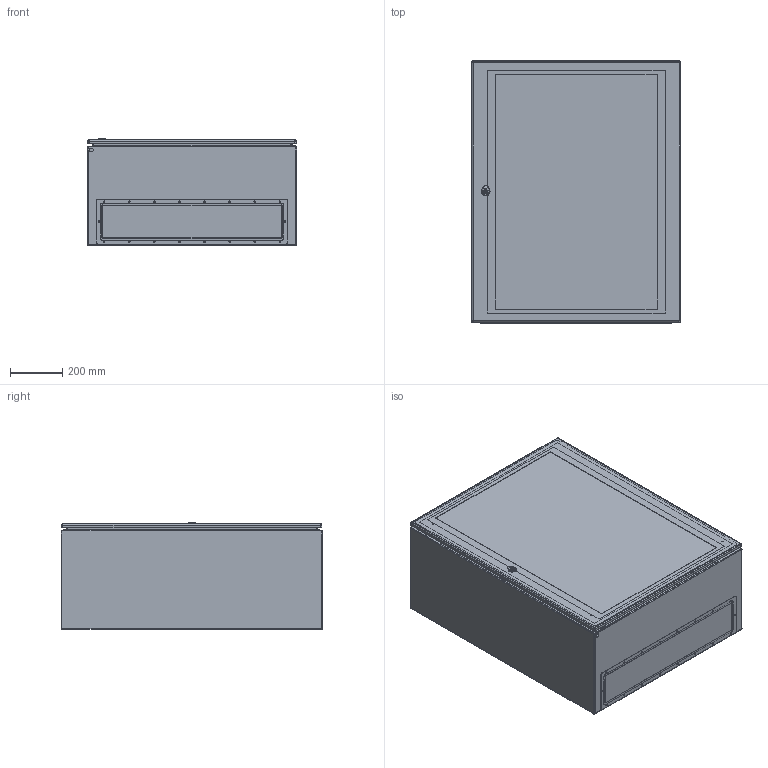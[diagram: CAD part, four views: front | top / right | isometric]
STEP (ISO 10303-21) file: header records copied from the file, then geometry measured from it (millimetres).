
FILE_DESCRIPTION(/* description */ (''),/* implementation_level */ '2;1');
FILE_NAME(/* name */ 'GNT1008040',/* time_stamp */ '2025-04-29T13:26:57+02:00',/* author */ (''),/* organization */ (''),/* preprocessor_version */ 'ST-DEVELOPER v19.4',/* originating_system */ 'SIEMENS PLM Software NX2212.8101',/* authorisation */ '');
FILE_SCHEMA (('AP203_CONFIGURATION_CONTROLLED_3D_DESIGN_OF_MECHANICAL_PARTS_AND_ASSEMBLIES_MIM_LF { 1 0 10303 403 2 1 2}'));
Length unit declared in the file: millimetre
Products named in the file (8): 501.P020.25-01-CRISTAL PUERTA ARG 1000x800; 501.P005.01-01-CIERRE 3 PUNTOS ALT.ARM_1000; 501.P019.1025-01-Puerta_1000x800; 501.P006.1028-01-PLACA DE MONTAJE_1000x800; 501.P003.1010-01-TAPA PASACABLES LISA; 501.P001.1067-01-FONDO 1000x800x400; 501.C019.1025-01-PUERTA TRANSPARENTE 1000x800_NX-ARRAGMNTCOMPLETA; 501.C020.1067-01-GNT1008040
Assembly tree (7 placements, depth 3):
  501.C020.1067-01-GNT1008040
    501.P001.1067-01-FONDO 1000x800x400
    501.P003.1010-01-TAPA PASACABLES LISA
    501.P006.1028-01-PLACA DE MONTAJE_1000x800
    501.C019.1025-01-PUERTA TRANSPARENTE 1000x800_NX-ARRAGMNTCOMPLETA
      501.P019.1025-01-Puerta_1000x800
      501.P005.01-01-CIERRE 3 PUNTOS ALT.ARM_1000
      501.P020.25-01-CRISTAL PUERTA ARG 1000x800
Bounding box: 800 x 1002 x 406.7 mm (x, y, z)
Volume: 8532345.3 mm3; surface area: 8085675.5 mm2
Topology: 21 solids, 21 shells, 831 faces, 2161 edges, 1379 vertices
Faces by surface type: plane 366, cylinder 333, bspline 63, torus 32, sphere 20, cone 17
Full cylindrical faces by diameter (mm): 3 x30, 6 x21, 8 x5, 9 x4, 10 x1, 15.1 x1, 16.25 x1, 19.3 x1
Entity records: 31765 total; most frequent: CARTESIAN_POINT 9827, ORIENTED_EDGE 4092, DIRECTION 4007, EDGE_CURVE 2046, AXIS2_PLACEMENT_3D 1498, VERTEX_POINT 1345, EDGE_LOOP 1069, LINE 1011
